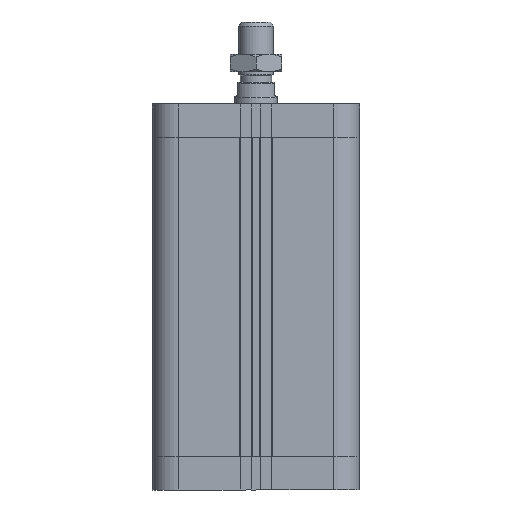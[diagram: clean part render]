
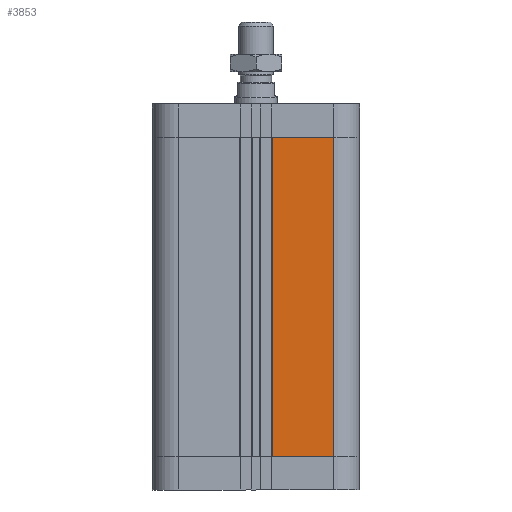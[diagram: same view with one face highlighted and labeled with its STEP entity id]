
A CAD part, front view. The second image highlights one B-rep face of the part: STEP entity #3853.
In plain terms, the highlighted planar face has unit normal (0, -1, 0).
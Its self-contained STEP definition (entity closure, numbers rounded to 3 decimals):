
#3795=CARTESIAN_POINT('',(-36.0,-48.,74.0));
#3796=VERTEX_POINT('',#3795);
#3805=CARTESIAN_POINT('',(-36.0,-48.,-74.0));
#3806=VERTEX_POINT('',#3805);
#3814=CARTESIAN_POINT('',(-36.0,-48.,-74.0));
#3815=DIRECTION('',(0.0,0.0,1.0));
#3816=VECTOR('',#3815,148.0);
#3817=LINE('',#3814,#3816);
#3818=EDGE_CURVE('',#3806,#3796,#3817,.T.);
#3823=CARTESIAN_POINT('',(-36.0,-48.,0.0));
#3824=DIRECTION('',(0.0,1.0,0.0));
#3825=DIRECTION('',(0.0,0.0,-1.0));
#3826=AXIS2_PLACEMENT_3D('',#3823,#3824,#3825);
#3827=PLANE('',#3826);
#3828=CARTESIAN_POINT('',(-7.6,-48.,74.0));
#3829=VERTEX_POINT('',#3828);
#3830=CARTESIAN_POINT('',(-36.0,-48.,74.0));
#3831=DIRECTION('',(1.0,0.0,0.0));
#3832=VECTOR('',#3831,28.4);
#3833=LINE('',#3830,#3832);
#3834=EDGE_CURVE('',#3796,#3829,#3833,.T.);
#3835=ORIENTED_EDGE('',*,*,#3834,.F.);
#3836=ORIENTED_EDGE('',*,*,#3818,.F.);
#3837=CARTESIAN_POINT('',(-7.6,-48.,-74.0));
#3838=VERTEX_POINT('',#3837);
#3839=CARTESIAN_POINT('',(-7.6,-48.,-74.0));
#3840=DIRECTION('',(-1.0,0.0,0.0));
#3841=VECTOR('',#3840,28.4);
#3842=LINE('',#3839,#3841);
#3843=EDGE_CURVE('',#3838,#3806,#3842,.T.);
#3844=ORIENTED_EDGE('',*,*,#3843,.F.);
#3845=CARTESIAN_POINT('',(-7.6,-48.,-74.0));
#3846=DIRECTION('',(0.0,0.0,1.0));
#3847=VECTOR('',#3846,148.0);
#3848=LINE('',#3845,#3847);
#3849=EDGE_CURVE('',#3838,#3829,#3848,.T.);
#3850=ORIENTED_EDGE('',*,*,#3849,.T.);
#3851=EDGE_LOOP('',(#3835,#3836,#3844,#3850));
#3852=FACE_OUTER_BOUND('',#3851,.T.);
#3853=ADVANCED_FACE('',(#3852),#3827,.F.);
